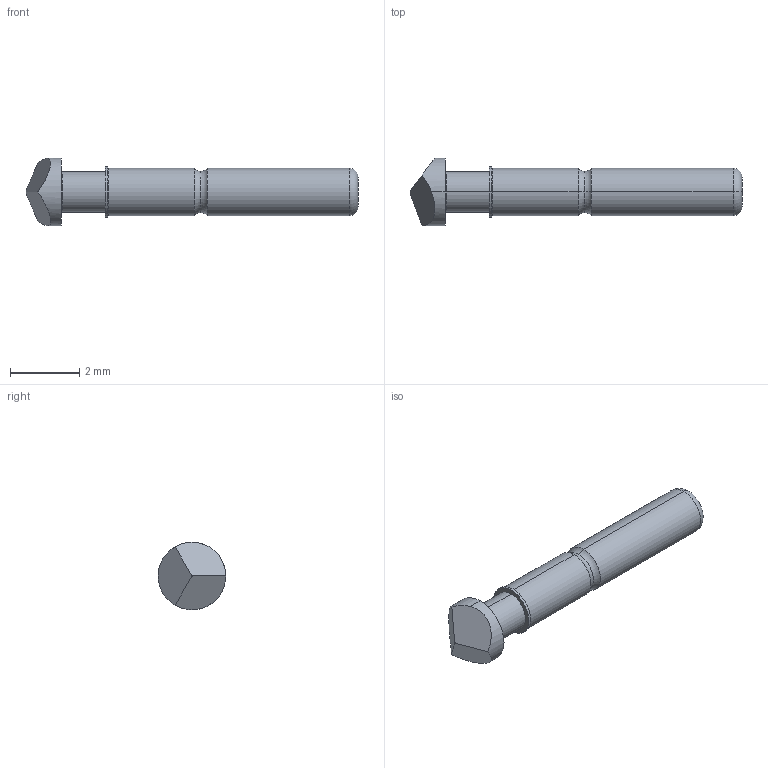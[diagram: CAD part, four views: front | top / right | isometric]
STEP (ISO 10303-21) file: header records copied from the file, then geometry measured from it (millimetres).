
FILE_DESCRIPTION (( 'STEP AP214' ), '1' );
FILE_NAME ('100-PL_0503_.STEP', '2016-08-03T17:36:05', ( '' ), ( '' ), 'SwSTEP 2.0', 'SolidWorks 2016', '' );
FILE_SCHEMA (( 'AUTOMOTIVE_DESIGN' ));
Length unit declared in the file: inch
Products named in the file (1): 100-PL_0503_
Bounding box: 9.6 x 1.96 x 1.96 mm (x, y, z)
Volume: 13.9 mm3; surface area: 46.2 mm2
Topology: 1 solids, 1 shells, 28 faces, 57 edges, 34 vertices
Faces by surface type: torus 10, cylinder 10, plane 8
Entity records: 1145 total; most frequent: DIRECTION 146, CARTESIAN_POINT 135, ORIENTED_EDGE 114, AXIS2_PLACEMENT_3D 65, EDGE_CURVE 57, CIRCLE 36, VERTEX_POINT 34, UNCERTAINTY_MEASURE_WITH_UNIT 31
